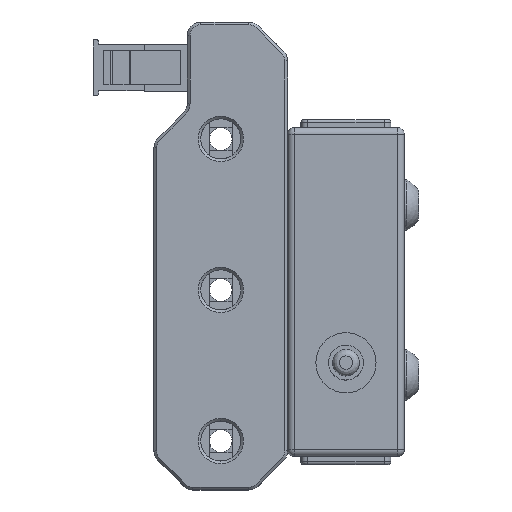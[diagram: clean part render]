
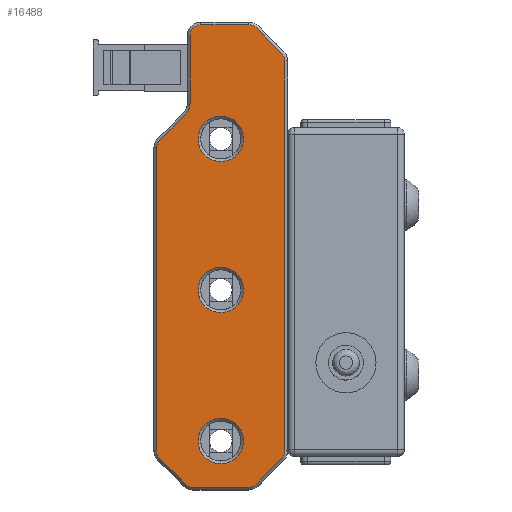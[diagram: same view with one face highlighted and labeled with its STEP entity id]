
A CAD part, top view. The second image highlights one B-rep face of the part: STEP entity #16488.
In plain terms, the highlighted planar face has unit normal (0, 0, 1).
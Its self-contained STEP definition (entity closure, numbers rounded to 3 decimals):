
#1067=FACE_BOUND('',#3083,.T.);
#1068=FACE_BOUND('',#3084,.T.);
#1069=FACE_BOUND('',#3085,.T.);
#1309=PLANE('',#17950);
#2091=FACE_OUTER_BOUND('',#3082,.T.);
#3082=EDGE_LOOP('',(#13926,#13927,#13928,#13929,#13930,#13931,#13932,#13933,
#13934,#13935,#13936,#13937,#13938,#13939,#13940,#13941,#13942,#13943));
#3083=EDGE_LOOP('',(#13944));
#3084=EDGE_LOOP('',(#13945));
#3085=EDGE_LOOP('',(#13946));
#4096=LINE('',#43619,#5268);
#4097=LINE('',#43623,#5269);
#4098=LINE('',#43627,#5270);
#4099=LINE('',#43631,#5271);
#4100=LINE('',#43635,#5272);
#4101=LINE('',#43639,#5273);
#4102=LINE('',#43643,#5274);
#4103=LINE('',#43647,#5275);
#4104=LINE('',#43651,#5276);
#5268=VECTOR('',#21288,10.);
#5269=VECTOR('',#21291,10.);
#5270=VECTOR('',#21294,10.);
#5271=VECTOR('',#21297,10.);
#5272=VECTOR('',#21300,10.);
#5273=VECTOR('',#21303,10.);
#5274=VECTOR('',#21306,10.);
#5275=VECTOR('',#21309,10.);
#5276=VECTOR('',#21312,10.);
#6208=CIRCLE('',#17947,3.4);
#6211=CIRCLE('',#17951,1.6);
#6212=CIRCLE('',#17952,2.4);
#6213=CIRCLE('',#17953,1.6);
#6214=CIRCLE('',#17954,1.6);
#6215=CIRCLE('',#17955,1.6);
#6216=CIRCLE('',#17956,1.6);
#6217=CIRCLE('',#17957,1.6);
#6218=CIRCLE('',#17958,1.6);
#6219=CIRCLE('',#17959,1.6);
#6220=CIRCLE('',#17960,3.4);
#6221=CIRCLE('',#17961,3.4);
#7570=VERTEX_POINT('',#43609);
#7573=VERTEX_POINT('',#43617);
#7574=VERTEX_POINT('',#43618);
#7575=VERTEX_POINT('',#43620);
#7576=VERTEX_POINT('',#43622);
#7577=VERTEX_POINT('',#43624);
#7578=VERTEX_POINT('',#43626);
#7579=VERTEX_POINT('',#43628);
#7580=VERTEX_POINT('',#43630);
#7581=VERTEX_POINT('',#43632);
#7582=VERTEX_POINT('',#43634);
#7583=VERTEX_POINT('',#43636);
#7584=VERTEX_POINT('',#43638);
#7585=VERTEX_POINT('',#43640);
#7586=VERTEX_POINT('',#43642);
#7587=VERTEX_POINT('',#43644);
#7588=VERTEX_POINT('',#43646);
#7589=VERTEX_POINT('',#43648);
#7590=VERTEX_POINT('',#43650);
#7591=VERTEX_POINT('',#43653);
#7592=VERTEX_POINT('',#43655);
#9754=EDGE_CURVE('',#7570,#7570,#6208,.T.);
#9758=EDGE_CURVE('',#7573,#7574,#4096,.T.);
#9759=EDGE_CURVE('',#7575,#7573,#6211,.T.);
#9760=EDGE_CURVE('',#7576,#7575,#4097,.T.);
#9761=EDGE_CURVE('',#7577,#7576,#6212,.T.);
#9762=EDGE_CURVE('',#7578,#7577,#4098,.T.);
#9763=EDGE_CURVE('',#7579,#7578,#6213,.T.);
#9764=EDGE_CURVE('',#7580,#7579,#4099,.T.);
#9765=EDGE_CURVE('',#7581,#7580,#6214,.T.);
#9766=EDGE_CURVE('',#7582,#7581,#4100,.T.);
#9767=EDGE_CURVE('',#7583,#7582,#6215,.T.);
#9768=EDGE_CURVE('',#7584,#7583,#4101,.T.);
#9769=EDGE_CURVE('',#7585,#7584,#6216,.T.);
#9770=EDGE_CURVE('',#7586,#7585,#4102,.T.);
#9771=EDGE_CURVE('',#7587,#7586,#6217,.T.);
#9772=EDGE_CURVE('',#7588,#7587,#4103,.T.);
#9773=EDGE_CURVE('',#7589,#7588,#6218,.T.);
#9774=EDGE_CURVE('',#7590,#7589,#4104,.T.);
#9775=EDGE_CURVE('',#7574,#7590,#6219,.T.);
#9776=EDGE_CURVE('',#7591,#7591,#6220,.T.);
#9777=EDGE_CURVE('',#7592,#7592,#6221,.T.);
#13926=ORIENTED_EDGE('',*,*,#9758,.F.);
#13927=ORIENTED_EDGE('',*,*,#9759,.F.);
#13928=ORIENTED_EDGE('',*,*,#9760,.F.);
#13929=ORIENTED_EDGE('',*,*,#9761,.F.);
#13930=ORIENTED_EDGE('',*,*,#9762,.F.);
#13931=ORIENTED_EDGE('',*,*,#9763,.F.);
#13932=ORIENTED_EDGE('',*,*,#9764,.F.);
#13933=ORIENTED_EDGE('',*,*,#9765,.F.);
#13934=ORIENTED_EDGE('',*,*,#9766,.F.);
#13935=ORIENTED_EDGE('',*,*,#9767,.F.);
#13936=ORIENTED_EDGE('',*,*,#9768,.F.);
#13937=ORIENTED_EDGE('',*,*,#9769,.F.);
#13938=ORIENTED_EDGE('',*,*,#9770,.F.);
#13939=ORIENTED_EDGE('',*,*,#9771,.F.);
#13940=ORIENTED_EDGE('',*,*,#9772,.F.);
#13941=ORIENTED_EDGE('',*,*,#9773,.F.);
#13942=ORIENTED_EDGE('',*,*,#9774,.F.);
#13943=ORIENTED_EDGE('',*,*,#9775,.F.);
#13944=ORIENTED_EDGE('',*,*,#9776,.F.);
#13945=ORIENTED_EDGE('',*,*,#9777,.F.);
#13946=ORIENTED_EDGE('',*,*,#9754,.F.);
#16488=ADVANCED_FACE('',(#2091,#1067,#1068,#1069),#1309,.T.);
#17947=AXIS2_PLACEMENT_3D('',#43610,#21279,#21280);
#17950=AXIS2_PLACEMENT_3D('',#43616,#21286,#21287);
#17951=AXIS2_PLACEMENT_3D('',#43621,#21289,#21290);
#17952=AXIS2_PLACEMENT_3D('',#43625,#21292,#21293);
#17953=AXIS2_PLACEMENT_3D('',#43629,#21295,#21296);
#17954=AXIS2_PLACEMENT_3D('',#43633,#21298,#21299);
#17955=AXIS2_PLACEMENT_3D('',#43637,#21301,#21302);
#17956=AXIS2_PLACEMENT_3D('',#43641,#21304,#21305);
#17957=AXIS2_PLACEMENT_3D('',#43645,#21307,#21308);
#17958=AXIS2_PLACEMENT_3D('',#43649,#21310,#21311);
#17959=AXIS2_PLACEMENT_3D('',#43652,#21313,#21314);
#17960=AXIS2_PLACEMENT_3D('',#43654,#21315,#21316);
#17961=AXIS2_PLACEMENT_3D('',#43656,#21317,#21318);
#21279=DIRECTION('center_axis',(0.,0.,
1.));
#21280=DIRECTION('ref_axis',(-1.,0.,0.));
#21286=DIRECTION('center_axis',(0.,0.,
1.));
#21287=DIRECTION('ref_axis',(0.,-1.,0.));
#21288=DIRECTION('',(1.,0.,0.));
#21289=DIRECTION('center_axis',(0.,0.,
-1.));
#21290=DIRECTION('ref_axis',(-0.707,0.707,0.));
#21291=DIRECTION('',(0.,1.,0.));
#21292=DIRECTION('center_axis',(0.,0.,
1.));
#21293=DIRECTION('ref_axis',(0.924,-0.383,0.));
#21294=DIRECTION('',(0.707,0.707,0.));
#21295=DIRECTION('center_axis',(0.,0.,
-1.));
#21296=DIRECTION('ref_axis',(-0.924,0.383,0.));
#21297=DIRECTION('',(0.,1.,0.));
#21298=DIRECTION('center_axis',(0.,0.,
-1.));
#21299=DIRECTION('ref_axis',(-0.924,-0.383,0.));
#21300=DIRECTION('',(-0.707,0.707,0.));
#21301=DIRECTION('center_axis',(0.,0.,
-1.));
#21302=DIRECTION('ref_axis',(-0.383,-0.924,0.));
#21303=DIRECTION('',(-1.,0.,0.));
#21304=DIRECTION('center_axis',(0.,0.,
-1.));
#21305=DIRECTION('ref_axis',(0.383,-0.924,0.));
#21306=DIRECTION('',(-0.707,-0.707,0.));
#21307=DIRECTION('center_axis',(0.,0.,
-1.));
#21308=DIRECTION('ref_axis',(0.924,-0.383,0.));
#21309=DIRECTION('',(0.,-1.,0.));
#21310=DIRECTION('center_axis',(0.,0.,
-1.));
#21311=DIRECTION('ref_axis',(0.924,0.383,0.));
#21312=DIRECTION('',(0.707,-0.707,0.));
#21313=DIRECTION('center_axis',(0.,0.,
-1.));
#21314=DIRECTION('ref_axis',(0.383,0.924,0.));
#21315=DIRECTION('center_axis',(0.,0.,
1.));
#21316=DIRECTION('ref_axis',(-1.,0.,0.));
#21317=DIRECTION('center_axis',(0.,0.,
1.));
#21318=DIRECTION('ref_axis',(-1.,0.,0.));
#43609=CARTESIAN_POINT('',(205.4,247.015,-8.096));
#43610=CARTESIAN_POINT('Origin',(202.,247.015,-8.096));
#43616=CARTESIAN_POINT('Origin',(202.,268.2,-8.096));
#43617=CARTESIAN_POINT('',(199.,309.3,-8.096));
#43618=CARTESIAN_POINT('',(206.172,309.3,-8.096));
#43619=CARTESIAN_POINT('',(204.,309.3,-8.096));
#43620=CARTESIAN_POINT('',(197.4,307.7,-8.096));
#43621=CARTESIAN_POINT('Origin',(199.,307.7,-8.096));
#43622=CARTESIAN_POINT('',(197.4,297.528,-8.096));
#43623=CARTESIAN_POINT('',(197.4,283.2,-8.096));
#43624=CARTESIAN_POINT('',(196.697,295.831,-8.096));
#43625=CARTESIAN_POINT('Origin',(195.,297.528,-8.096));
#43626=CARTESIAN_POINT('',(192.869,292.003,-8.096));
#43627=CARTESIAN_POINT('',(190.158,289.292,-8.096));
#43628=CARTESIAN_POINT('',(192.4,290.872,-8.096));
#43629=CARTESIAN_POINT('Origin',(194.,290.872,-8.096));
#43630=CARTESIAN_POINT('',(192.4,245.528,-8.096));
#43631=CARTESIAN_POINT('',(192.4,268.2,-8.096));
#43632=CARTESIAN_POINT('',(192.869,244.397,-8.096));
#43633=CARTESIAN_POINT('Origin',(194.,245.528,-8.096));
#43634=CARTESIAN_POINT('',(196.697,240.569,-8.096));
#43635=CARTESIAN_POINT('',(190.158,247.108,-8.096));
#43636=CARTESIAN_POINT('',(197.828,240.1,-8.096));
#43637=CARTESIAN_POINT('Origin',(197.828,241.7,-8.096));
#43638=CARTESIAN_POINT('',(206.172,240.1,-8.096));
#43639=CARTESIAN_POINT('',(202.,240.1,-8.096));
#43640=CARTESIAN_POINT('',(207.303,240.569,-8.096));
#43641=CARTESIAN_POINT('Origin',(206.172,241.7,-8.096));
#43642=CARTESIAN_POINT('',(211.131,244.397,-8.096));
#43643=CARTESIAN_POINT('',(213.842,247.108,-8.096));
#43644=CARTESIAN_POINT('',(211.6,245.528,-8.096));
#43645=CARTESIAN_POINT('Origin',(210.,245.528,-8.096));
#43646=CARTESIAN_POINT('',(211.6,303.872,-8.096));
#43647=CARTESIAN_POINT('',(211.6,268.2,-8.096));
#43648=CARTESIAN_POINT('',(211.131,305.003,-8.096));
#43649=CARTESIAN_POINT('Origin',(210.,303.872,-8.096));
#43650=CARTESIAN_POINT('',(207.303,308.831,-8.096));
#43651=CARTESIAN_POINT('',(217.092,299.042,-8.096));
#43652=CARTESIAN_POINT('Origin',(206.172,307.7,-8.096));
#43653=CARTESIAN_POINT('',(205.4,269.615,-8.096));
#43654=CARTESIAN_POINT('Origin',(202.,269.615,-8.096));
#43655=CARTESIAN_POINT('',(205.4,292.215,-8.096));
#43656=CARTESIAN_POINT('Origin',(202.,292.215,-8.096));
